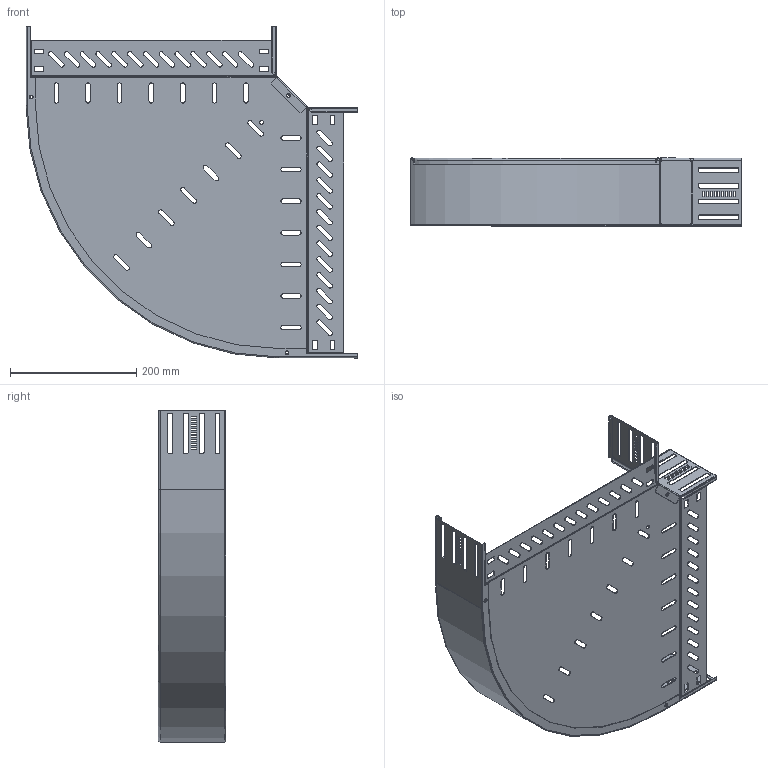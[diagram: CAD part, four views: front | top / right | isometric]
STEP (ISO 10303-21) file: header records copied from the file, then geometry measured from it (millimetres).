
FILE_DESCRIPTION (( 'STEP AP214' ), '1' );
FILE_NAME ('6036838.STEP', '2024-06-03T11:29:26', ( '' ), ( '' ), 'SwSTEP 2.0', 'SolidWorks 2022', '' );
FILE_SCHEMA (( 'AUTOMOTIVE_DESIGN' ));
Length unit declared in the file: millimetre
Products named in the file (4): 181511_400; 167734_400; 167655_110x90°; 6036838
Assembly tree (3 placements, depth 2):
  6036838
    167734_400
    181511_400
    167655_110x90°
Bounding box: 525 x 107 x 525 mm (x, y, z)
Volume: 362073.1 mm3; surface area: 669778.7 mm2
Topology: 3 solids, 3 shells, 772 faces, 2174 edges, 1408 vertices
Faces by surface type: plane 452, cylinder 308, bspline 8, torus 4
Entity records: 25766 total; most frequent: CARTESIAN_POINT 4712, ORIENTED_EDGE 4348, DIRECTION 4268, EDGE_CURVE 2174, VECTOR 1540, LINE 1540, VERTEX_POINT 1408, AXIS2_PLACEMENT_3D 1364
